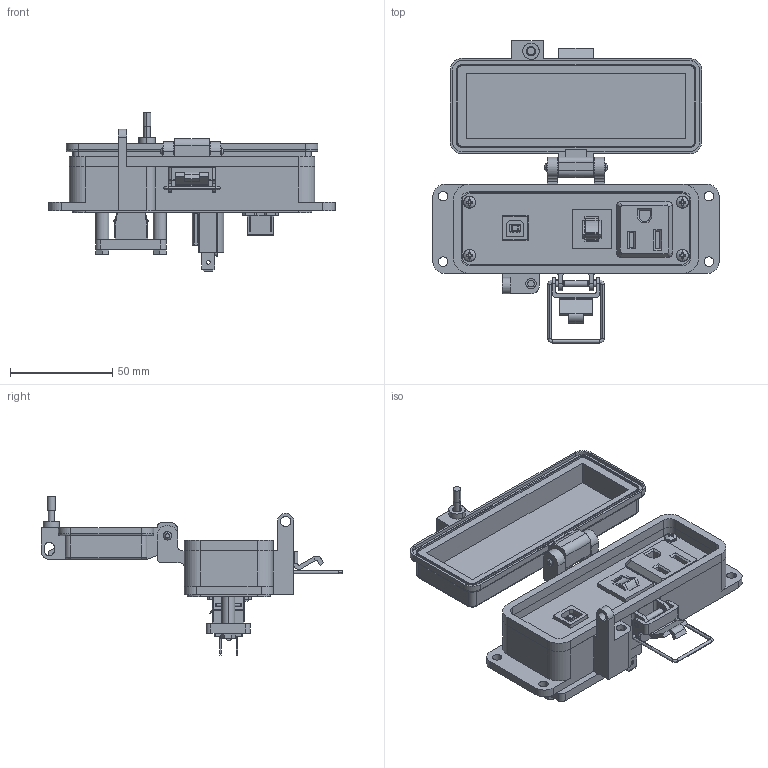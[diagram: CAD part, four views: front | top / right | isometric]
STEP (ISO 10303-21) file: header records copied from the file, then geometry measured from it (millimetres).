
FILE_DESCRIPTION (( 'STEP AP203' ), '1' );
FILE_NAME ('P-P27-H3R3_3D.STEP', '2021-10-12T17:11:03', ( '' ), ( '' ), 'SwSTEP 2.0', 'SolidWorks 2019', '' );
FILE_SCHEMA (( 'CONFIG_CONTROL_DESIGN' ));
Length unit declared in the file: millimetre
Products named in the file (16): CBX; P-P27-H3R3_BP180_1; P-P27-H3R3_FP060_1; Z-002-4401_4HN_90675A005; Z-300-USB-B-FF; Z-200-OTLT-R0SQ; 92005A124_METRIC PAN HEAD PHILLIPS MACHINE SCREW_92005A124; P-P27-H3R3_3D; Z-CB-SM; Z-000-440112FH_90273A119; Z-H-H3_B; Z-001-SPR_9_16; P-P27-H3R3_TP180_1; -H3; R; P27
Assembly tree (23 placements, depth 3):
  P-P27-H3R3_3D
    P-P27-H3R3_BP180_1
    P-P27-H3R3_TP180_1
    P27
      Z-300-USB-B-FF
    Z-000-440112FH_90273A119  x2
    Z-001-SPR_9_16  x4
    Z-002-4401_4HN_90675A005  x2
    P-P27-H3R3_FP060_1
    CBX
      Z-CB-SM
    R
      Z-200-OTLT-R0SQ
    -H3
      Z-H-H3_B
    92005A124_METRIC PAN HEAD PHILLIPS MACHINE SCREW_92005A124  x4
Bounding box: 140 x 147.61 x 77.73 mm (x, y, z)
Volume: 120616.8 mm3; surface area: 89369.8 mm2
Topology: 26 solids, 26 shells, 2564 faces, 7226 edges, 4763 vertices
Faces by surface type: cylinder 1406, plane 811, bspline 196, cone 127, torus 16, sphere 8
Entity records: 68808 total; most frequent: CARTESIAN_POINT 27668, ORIENTED_EDGE 9160, DIRECTION 7039, EDGE_CURVE 4580, VERTEX_POINT 3020, LINE 2569, VECTOR 2569, AXIS2_PLACEMENT_3D 2235
